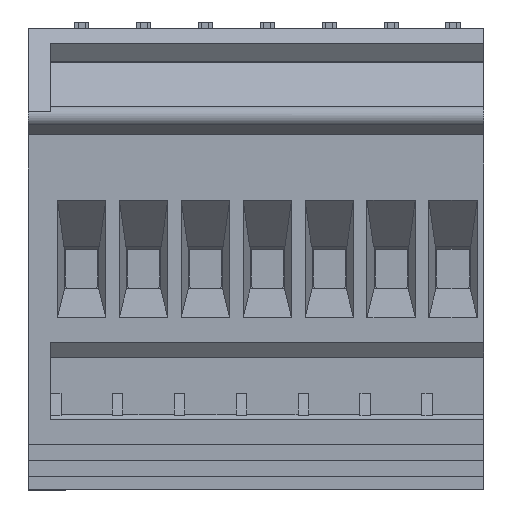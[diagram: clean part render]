
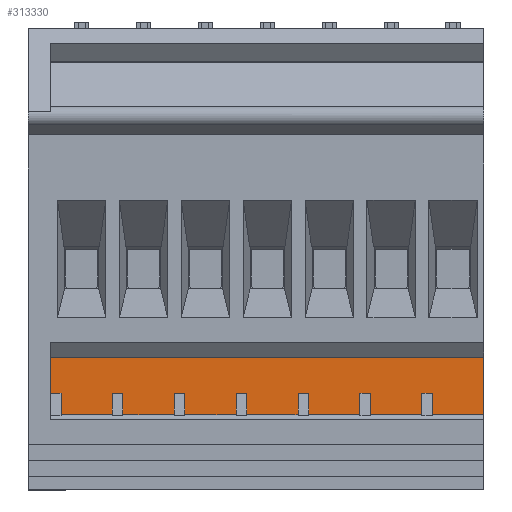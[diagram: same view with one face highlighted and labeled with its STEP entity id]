
A CAD part, front view. The second image highlights one B-rep face of the part: STEP entity #313330.
In plain terms, the highlighted face is planar.
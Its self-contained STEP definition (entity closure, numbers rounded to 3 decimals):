
#33210=CARTESIAN_POINT('',(17.141,19.398,
-0.05));
#33220=VERTEX_POINT('',#33210);
#33250=CARTESIAN_POINT('',(17.141,19.398,0.));
#33260=DIRECTION('',(0.,0.,1.));
#33270=VECTOR('',#33260,1.);
#33280=LINE('',#33250,#33270);
#33290=CARTESIAN_POINT('',(17.141,19.398,1.));
#33300=VERTEX_POINT('',#33290);
#33310=EDGE_CURVE('',#33220,#33300,#33280,.T.);
#34000=CARTESIAN_POINT('',(17.141,15.1,-0.05));
#34010=VERTEX_POINT('',#34000);
#34040=CARTESIAN_POINT('',(17.141,0.,-0.05));
#34050=DIRECTION('',(0.,1.,0.));
#34060=VECTOR('',#34050,1.);
#34070=LINE('',#34040,#34060);
#34080=EDGE_CURVE('',#34010,#33220,#34070,.T.);
#43210=CARTESIAN_POINT('',(17.141,15.1,6.1));
#43220=VERTEX_POINT('',#43210);
#43300=CARTESIAN_POINT('',(17.141,15.1,1.));
#43310=VERTEX_POINT('',#43300);
#43340=CARTESIAN_POINT('',(17.141,15.1,0.));
#43350=DIRECTION('',(0.,0.,1.));
#43360=VECTOR('',#43350,1.);
#43370=LINE('',#43340,#43360);
#43380=EDGE_CURVE('',#43310,#43220,#43370,.T.);
#57450=CARTESIAN_POINT('',(17.141,0.,1.));
#57460=DIRECTION('',(0.,1.,0.));
#57470=VECTOR('',#57460,1.);
#57480=LINE('',#57450,#57470);
#57490=EDGE_CURVE('',#43310,#33300,#57480,.T.);
#90890=CARTESIAN_POINT('',(17.141,0.,6.1));
#90900=DIRECTION('',(0.,1.,0.));
#90910=VECTOR('',#90900,1.);
#90920=LINE('',#90890,#90910);
#90930=CARTESIAN_POINT('',(17.141,22.994,6.1));
#90940=VERTEX_POINT('',#90930);
#90950=EDGE_CURVE('',#43220,#90940,#90920,.T.);
#127530=CARTESIAN_POINT('',(17.141,15.1,-6.2));
#127540=VERTEX_POINT('',#127530);
#127570=CARTESIAN_POINT('',(17.141,0.,-6.2));
#127580=DIRECTION('',(0.,1.,0.));
#127590=VECTOR('',#127580,1.);
#127600=LINE('',#127570,#127590);
#127610=CARTESIAN_POINT('',(17.141,19.398,
-6.2));
#127620=VERTEX_POINT('',#127610);
#127630=EDGE_CURVE('',#127540,#127620,#127600,.T.);
#133630=CARTESIAN_POINT('',(17.141,15.1,-11.3));
#133640=VERTEX_POINT('',#133630);
#133670=CARTESIAN_POINT('',(17.141,15.1,-12.3));
#133680=DIRECTION('',(0.,0.,1.));
#133690=VECTOR('',#133680,1.);
#133700=LINE('',#133670,#133690);
#133710=EDGE_CURVE('',#133640,#127540,#133700,.T.);
#157360=CARTESIAN_POINT('',(17.141,19.398,
-5.15));
#157370=VERTEX_POINT('',#157360);
#157420=CARTESIAN_POINT('',(17.141,0.,-5.15));
#157430=DIRECTION('',(0.,1.,0.));
#157440=VECTOR('',#157430,1.);
#157450=LINE('',#157420,#157440);
#157460=CARTESIAN_POINT('',(17.141,15.1,-5.15));
#157470=VERTEX_POINT('',#157460);
#157480=EDGE_CURVE('',#157470,#157370,#157450,.T.);
#157790=CARTESIAN_POINT('',(17.141,19.398,
-6.15));
#157800=DIRECTION('',(0.,0.,1.));
#157810=VECTOR('',#157800,1.);
#157820=LINE('',#157790,#157810);
#157830=EDGE_CURVE('',#127620,#157370,#157820,.T.);
#157970=CARTESIAN_POINT('',(17.141,15.1,-6.15));
#157980=DIRECTION('',(0.,0.,1.));
#157990=VECTOR('',#157980,1.);
#158000=LINE('',#157970,#157990);
#158010=EDGE_CURVE('',#157470,#34010,#158000,.T.);
#198230=CARTESIAN_POINT('',(17.141,0.,-12.35));
#198240=DIRECTION('',(0.,1.,0.));
#198250=VECTOR('',#198240,1.);
#198260=LINE('',#198230,#198250);
#198270=CARTESIAN_POINT('',(17.141,15.1,-12.35));
#198280=VERTEX_POINT('',#198270);
#198290=CARTESIAN_POINT('',(17.141,19.398,-12.35));
#198300=VERTEX_POINT('',#198290);
#198310=EDGE_CURVE('',#198280,#198300,#198260,.T.);
#198810=CARTESIAN_POINT('',(17.141,19.398,-12.3));
#198820=DIRECTION('',(0.,0.,1.));
#198830=VECTOR('',#198820,1.);
#198840=LINE('',#198810,#198830);
#198850=CARTESIAN_POINT('',(17.141,19.398,-11.3));
#198860=VERTEX_POINT('',#198850);
#198870=EDGE_CURVE('',#198300,#198860,#198840,.T.);
#199040=CARTESIAN_POINT('',(17.141,0.,-11.3));
#199050=DIRECTION('',(0.,1.,0.));
#199060=VECTOR('',#199050,1.);
#199070=LINE('',#199040,#199060);
#199080=EDGE_CURVE('',#133640,#198860,#199070,.T.);
#249840=CARTESIAN_POINT('',(17.141,19.398,-17.45));
#249850=VERTEX_POINT('',#249840);
#249900=CARTESIAN_POINT('',(17.141,0.,-17.45));
#249910=DIRECTION('',(0.,1.,0.));
#249920=VECTOR('',#249910,1.);
#249930=LINE('',#249900,#249920);
#249940=CARTESIAN_POINT('',(17.141,15.1,-17.45));
#249950=VERTEX_POINT('',#249940);
#249960=EDGE_CURVE('',#249950,#249850,#249930,.T.);
#250320=CARTESIAN_POINT('',(17.141,19.398,-18.5));
#250330=VERTEX_POINT('',#250320);
#250360=CARTESIAN_POINT('',(17.141,19.398,-18.45));
#250370=DIRECTION('',(0.,0.,1.));
#250380=VECTOR('',#250370,1.);
#250390=LINE('',#250360,#250380);
#250400=EDGE_CURVE('',#250330,#249850,#250390,.T.);
#250730=CARTESIAN_POINT('',(17.141,15.1,-18.5));
#250740=VERTEX_POINT('',#250730);
#250770=CARTESIAN_POINT('',(17.141,0.,-18.5));
#250780=DIRECTION('',(0.,-1.,0.));
#250790=VECTOR('',#250780,1.);
#250800=LINE('',#250770,#250790);
#250810=EDGE_CURVE('',#250330,#250740,#250800,.T.);
#296090=CARTESIAN_POINT('',(17.141,15.1,-18.45));
#296100=DIRECTION('',(0.,0.,1.));
#296110=VECTOR('',#296100,1.);
#296120=LINE('',#296090,#296110);
#296130=EDGE_CURVE('',#249950,#198280,#296120,.T.);
#311960=CARTESIAN_POINT('',(17.141,22.994,-36.9));
#311970=DIRECTION('',(0.,0.,1.));
#311980=VECTOR('',#311970,1.);
#311990=LINE('',#311960,#311980);
#312000=CARTESIAN_POINT('',(17.141,22.994,-36.95));
#312010=VERTEX_POINT('',#312000);
#312020=EDGE_CURVE('',#312010,#90940,#311990,.T.);
#312140=CARTESIAN_POINT('',(17.141,14.77,-36.9));
#312150=DIRECTION('',(-1.,0.,0.));
#312160=DIRECTION('',(0.,1.,0.));
#312170=AXIS2_PLACEMENT_3D('',#312140,#312150,#312160);
#312180=PLANE('',#312170);
#312190=ORIENTED_EDGE('',*,*,#90950,.T.);
#312200=ORIENTED_EDGE('',*,*,#43380,.T.);
#312210=ORIENTED_EDGE('',*,*,#57490,.F.);
#312220=ORIENTED_EDGE('',*,*,#33310,.T.);
#312230=ORIENTED_EDGE('',*,*,#34080,.T.);
#312240=ORIENTED_EDGE('',*,*,#158010,.T.);
#312250=ORIENTED_EDGE('',*,*,#157480,.F.);
#312260=ORIENTED_EDGE('',*,*,#157830,.T.);
#312270=ORIENTED_EDGE('',*,*,#127630,.T.);
#312280=ORIENTED_EDGE('',*,*,#133710,.T.);
#312290=ORIENTED_EDGE('',*,*,#199080,.F.);
#312300=ORIENTED_EDGE('',*,*,#198870,.T.);
#312310=ORIENTED_EDGE('',*,*,#198310,.T.);
#312320=ORIENTED_EDGE('',*,*,#296130,.T.);
#312330=ORIENTED_EDGE('',*,*,#249960,.F.);
#312340=ORIENTED_EDGE('',*,*,#250400,.T.);
#312350=ORIENTED_EDGE('',*,*,#250810,.F.);
#312360=CARTESIAN_POINT('',(17.141,15.1,-24.6));
#312370=DIRECTION('',(0.,0.,1.));
#312380=VECTOR('',#312370,1.);
#312390=LINE('',#312360,#312380);
#312400=CARTESIAN_POINT('',(17.141,15.1,-23.6));
#312410=VERTEX_POINT('',#312400);
#312420=EDGE_CURVE('',#312410,#250740,#312390,.T.);
#312430=ORIENTED_EDGE('',*,*,#312420,.T.);
#312440=CARTESIAN_POINT('',(17.141,0.,-23.6));
#312450=DIRECTION('',(0.,1.,0.));
#312460=VECTOR('',#312450,1.);
#312470=LINE('',#312440,#312460);
#312480=CARTESIAN_POINT('',(17.141,19.398,-23.6));
#312490=VERTEX_POINT('',#312480);
#312500=EDGE_CURVE('',#312410,#312490,#312470,.T.);
#312510=ORIENTED_EDGE('',*,*,#312500,.F.);
#312520=CARTESIAN_POINT('',(17.141,19.398,-24.6));
#312530=DIRECTION('',(0.,0.,1.));
#312540=VECTOR('',#312530,1.);
#312550=LINE('',#312520,#312540);
#312560=CARTESIAN_POINT('',(17.141,19.398,-24.65));
#312570=VERTEX_POINT('',#312560);
#312580=EDGE_CURVE('',#312570,#312490,#312550,.T.);
#312590=ORIENTED_EDGE('',*,*,#312580,.T.);
#312600=CARTESIAN_POINT('',(17.141,0.,-24.65));
#312610=DIRECTION('',(0.,1.,0.));
#312620=VECTOR('',#312610,1.);
#312630=LINE('',#312600,#312620);
#312640=CARTESIAN_POINT('',(17.141,15.1,-24.65));
#312650=VERTEX_POINT('',#312640);
#312660=EDGE_CURVE('',#312650,#312570,#312630,.T.);
#312670=ORIENTED_EDGE('',*,*,#312660,.T.);
#312680=CARTESIAN_POINT('',(17.141,15.1,-30.75));
#312690=DIRECTION('',(0.,0.,1.));
#312700=VECTOR('',#312690,1.);
#312710=LINE('',#312680,#312700);
#312720=CARTESIAN_POINT('',(17.141,15.1,-29.75));
#312730=VERTEX_POINT('',#312720);
#312740=EDGE_CURVE('',#312730,#312650,#312710,.T.);
#312750=ORIENTED_EDGE('',*,*,#312740,.T.);
#312760=CARTESIAN_POINT('',(17.141,0.,-29.75));
#312770=DIRECTION('',(0.,1.,0.));
#312780=VECTOR('',#312770,1.);
#312790=LINE('',#312760,#312780);
#312800=CARTESIAN_POINT('',(17.141,19.398,-29.75));
#312810=VERTEX_POINT('',#312800);
#312820=EDGE_CURVE('',#312730,#312810,#312790,.T.);
#312830=ORIENTED_EDGE('',*,*,#312820,.F.);
#312840=CARTESIAN_POINT('',(17.141,19.398,-30.75));
#312850=DIRECTION('',(0.,0.,1.));
#312860=VECTOR('',#312850,1.);
#312870=LINE('',#312840,#312860);
#312880=CARTESIAN_POINT('',(17.141,19.398,-30.8));
#312890=VERTEX_POINT('',#312880);
#312900=EDGE_CURVE('',#312890,#312810,#312870,.T.);
#312910=ORIENTED_EDGE('',*,*,#312900,.T.);
#312920=CARTESIAN_POINT('',(17.141,0.,-30.8));
#312930=DIRECTION('',(0.,1.,0.));
#312940=VECTOR('',#312930,1.);
#312950=LINE('',#312920,#312940);
#312960=CARTESIAN_POINT('',(17.141,15.1,-30.8));
#312970=VERTEX_POINT('',#312960);
#312980=EDGE_CURVE('',#312970,#312890,#312950,.T.);
#312990=ORIENTED_EDGE('',*,*,#312980,.T.);
#313000=CARTESIAN_POINT('',(17.141,15.1,-36.9));
#313010=DIRECTION('',(0.,0.,1.));
#313020=VECTOR('',#313010,1.);
#313030=LINE('',#313000,#313020);
#313040=CARTESIAN_POINT('',(17.141,15.1,-35.9));
#313050=VERTEX_POINT('',#313040);
#313060=EDGE_CURVE('',#313050,#312970,#313030,.T.);
#313070=ORIENTED_EDGE('',*,*,#313060,.T.);
#313080=CARTESIAN_POINT('',(17.141,0.,-35.9));
#313090=DIRECTION('',(0.,1.,0.));
#313100=VECTOR('',#313090,1.);
#313110=LINE('',#313080,#313100);
#313120=CARTESIAN_POINT('',(17.141,19.398,-35.9));
#313130=VERTEX_POINT('',#313120);
#313140=EDGE_CURVE('',#313050,#313130,#313110,.T.);
#313150=ORIENTED_EDGE('',*,*,#313140,.F.);
#313160=CARTESIAN_POINT('',(17.141,19.398,-36.9));
#313170=DIRECTION('',(0.,0.,1.));
#313180=VECTOR('',#313170,1.);
#313190=LINE('',#313160,#313180);
#313200=CARTESIAN_POINT('',(17.141,19.398,-36.95));
#313210=VERTEX_POINT('',#313200);
#313220=EDGE_CURVE('',#313210,#313130,#313190,.T.);
#313230=ORIENTED_EDGE('',*,*,#313220,.T.);
#313240=CARTESIAN_POINT('',(17.141,0.,-36.95));
#313250=DIRECTION('',(0.,1.,0.));
#313260=VECTOR('',#313250,1.);
#313270=LINE('',#313240,#313260);
#313280=EDGE_CURVE('',#313210,#312010,#313270,.T.);
#313290=ORIENTED_EDGE('',*,*,#313280,.F.);
#313300=ORIENTED_EDGE('',*,*,#312020,.F.);
#313310=EDGE_LOOP('',(#313300,#313290,#313230,#313150,#313070,#312990,
#312910,#312830,#312750,#312670,#312590,#312510,#312430,#312350,#312340,
#312330,#312320,#312310,#312300,#312290,#312280,#312270,#312260,#312250,
#312240,#312230,#312220,#312210,#312200,#312190));
#313320=FACE_OUTER_BOUND('',#313310,.T.);
#313330=ADVANCED_FACE('',(#313320),#312180,.T.);
